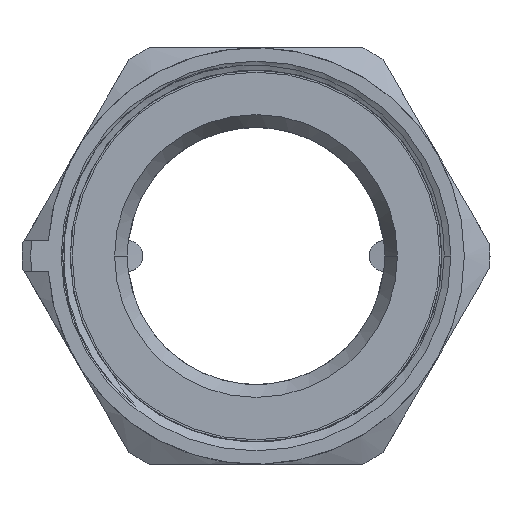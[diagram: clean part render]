
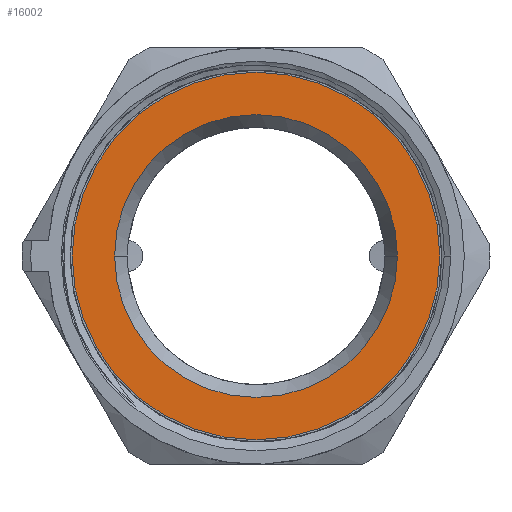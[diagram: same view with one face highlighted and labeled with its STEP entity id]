
A CAD part, left-side view. The second image highlights one B-rep face of the part: STEP entity #16002.
In plain terms, the highlighted planar face has unit normal (-1, 0, 0).
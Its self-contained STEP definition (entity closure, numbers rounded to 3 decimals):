
#15877=CARTESIAN_POINT('',(0.,0.,0.));
#15878=DIRECTION('',(-1.,0.,0.));
#15879=DIRECTION('',(0.,1.,0.));
#15880=AXIS2_PLACEMENT_3D('',#15877,#15878,#15879);
#15885=CARTESIAN_POINT('',(0.,0.,0.));
#15886=DIRECTION('',(1.,0.,0.));
#15887=DIRECTION('',(0.,1.,0.));
#15888=AXIS2_PLACEMENT_3D('',#15885,#15886,#15887);
#15893=CARTESIAN_POINT('',(0.,0.,0.));
#15894=DIRECTION('',(1.,0.,0.));
#15895=DIRECTION('',(0.,1.,0.));
#15896=AXIS2_PLACEMENT_3D('',#15893,#15894,#15895);
#15915=CARTESIAN_POINT('',(0.,0.,0.));
#15916=DIRECTION('',(-1.,0.,0.));
#15917=DIRECTION('',(0.,1.,0.));
#15918=AXIS2_PLACEMENT_3D('',#15915,#15916,#15917);
#15969=CARTESIAN_POINT('',(0.,27.5,0.));
#15971=VERTEX_POINT('',#15969);
#15974=CARTESIAN_POINT('',(0.,35.75,0.));
#15976=VERTEX_POINT('',#15974);
#15977=CARTESIAN_POINT('',(0.,-27.5,0.));
#15979=VERTEX_POINT('',#15977);
#15982=CARTESIAN_POINT('',(0.,-35.75,0.));
#15984=VERTEX_POINT('',#15982);
#15985=CARTESIAN_POINT('',(0.,0.,0.));
#15986=DIRECTION('',(1.,0.,0.));
#15987=DIRECTION('',(0.,-1.,0.));
#15988=AXIS2_PLACEMENT_3D('',#15985,#15986,#15987);
#15989=PLANE('',#15988);
#15991=ORIENTED_EDGE('',*,*,#15990,.F.);
#15993=ORIENTED_EDGE('',*,*,#15992,.T.);
#15994=EDGE_LOOP('',(#15991,#15993));
#15995=FACE_OUTER_BOUND('',#15994,.F.);
#15997=ORIENTED_EDGE('',*,*,#15996,.F.);
#15999=ORIENTED_EDGE('',*,*,#15998,.T.);
#16000=EDGE_LOOP('',(#15997,#15999));
#16001=FACE_BOUND('',#16000,.F.);
#16002=ADVANCED_FACE('',(#15995,#16001),#15989,.F.);
#15881=CIRCLE('',#15880,35.75);
#15889=CIRCLE('',#15888,35.75);
#15897=CIRCLE('',#15896,27.5);
#15919=CIRCLE('',#15918,27.5);
#15990=EDGE_CURVE('',#15976,#15984,#15881,.T.);
#15992=EDGE_CURVE('',#15976,#15984,#15889,.T.);
#15996=EDGE_CURVE('',#15971,#15979,#15897,.T.);
#15998=EDGE_CURVE('',#15971,#15979,#15919,.T.);
